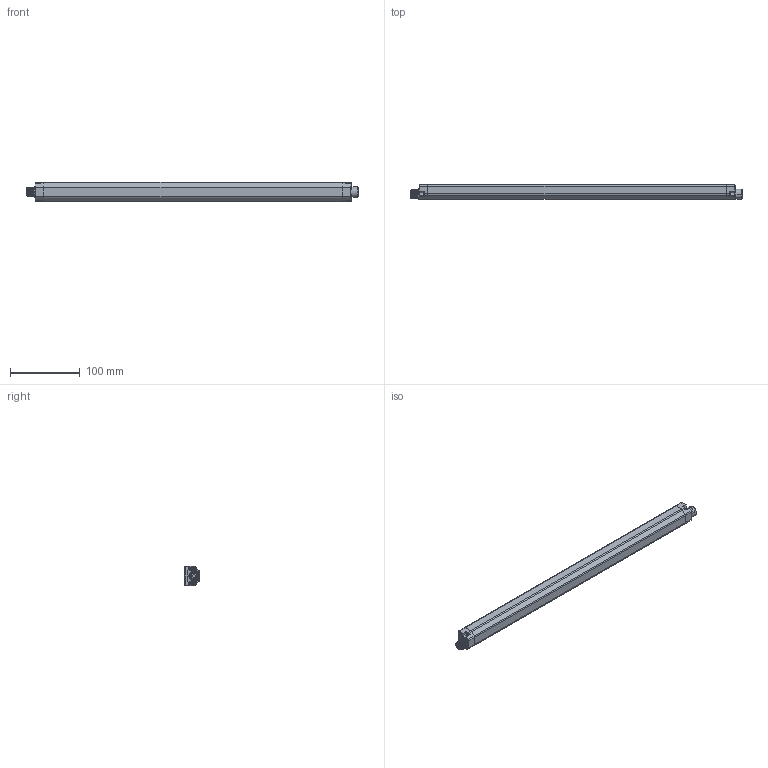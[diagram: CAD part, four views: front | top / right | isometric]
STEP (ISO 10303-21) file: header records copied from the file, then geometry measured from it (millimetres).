
FILE_DESCRIPTION((''),'2;1');
FILE_NAME('157894_SW','2012-12-12T',('banengservice'),('BANNER ENGINEERING'),'PRO/ENGINEER BY PARAMETRIC TECHNOLOGY CORPORATION, 2009141','PRO/ENGINEER BY PARAMETRIC TECHNOLOGY CORPORATION, 2009141','');
FILE_SCHEMA(('CONFIG_CONTROL_DESIGN'));
Length unit declared in the file: inch
Products named in the file (1): 157894_SW
Bounding box: 475 x 20.99 x 28 mm (x, y, z)
Volume: 103763.2 mm3; surface area: 117501.9 mm2
Topology: 1 solids, 1 shells, 970 faces, 2563 edges, 1575 vertices
Faces by surface type: cylinder 323, plane 299, cone 148, bspline 106, torus 74, sphere 20
Entity records: 43755 total; most frequent: CARTESIAN_POINT 19801, ORIENTED_EDGE 5110, DIRECTION 5074, EDGE_CURVE 2555, AXIS2_PLACEMENT_3D 1959, VERTEX_POINT 1575, VECTOR 1156, LINE 1156
